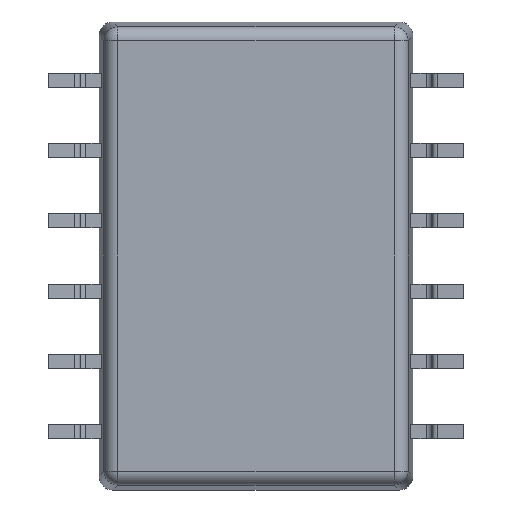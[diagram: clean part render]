
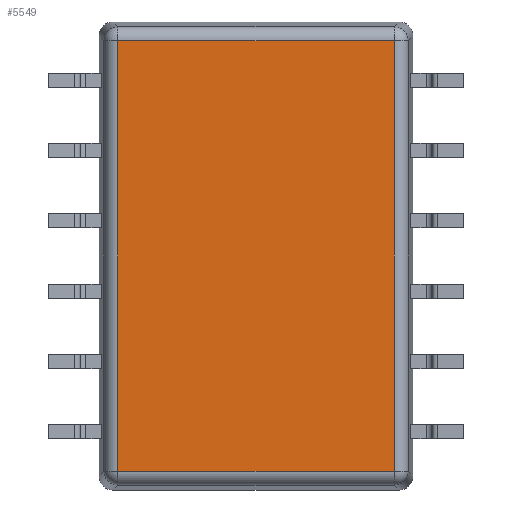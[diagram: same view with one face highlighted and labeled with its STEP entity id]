
A CAD part, front view. The second image highlights one B-rep face of the part: STEP entity #5549.
In plain terms, the highlighted planar face has unit normal (0, -1, 0).
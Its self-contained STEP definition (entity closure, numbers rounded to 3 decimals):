
#1933=DIRECTION('',(1.,0.,0.));
#1934=VECTOR('',#1933,9.978);
#1935=CARTESIAN_POINT('',(-4.989,-3.025,
-7.769));
#1936=LINE('',#1935,#1934);
#1937=DIRECTION('',(0.,0.,-1.));
#1938=VECTOR('',#1937,15.538);
#1939=CARTESIAN_POINT('',(-4.989,-3.025,
7.769));
#1940=LINE('',#1939,#1938);
#1941=DIRECTION('',(-1.,0.,0.));
#1942=VECTOR('',#1941,9.978);
#1943=CARTESIAN_POINT('',(4.989,-3.025,7.769));
#1944=LINE('',#1943,#1942);
#1945=DIRECTION('',(0.,0.,-1.));
#1946=VECTOR('',#1945,15.538);
#1947=CARTESIAN_POINT('',(4.989,-3.025,7.769));
#1948=LINE('',#1947,#1946);
#2360=CARTESIAN_POINT('',(4.989,-3.025,
-7.769));
#2362=VERTEX_POINT('',#2360);
#2367=CARTESIAN_POINT('',(-4.989,-3.025,
-7.769));
#2368=VERTEX_POINT('',#2367);
#2375=CARTESIAN_POINT('',(4.989,-3.025,7.769));
#2376=CARTESIAN_POINT('',(-4.989,-3.025,
7.769));
#2377=VERTEX_POINT('',#2375);
#2378=VERTEX_POINT('',#2376);
#5535=CARTESIAN_POINT('',(-5.455,-3.025,-8.445));
#5536=DIRECTION('',(0.,-1.,0.));
#5537=DIRECTION('',(1.,0.,0.));
#5538=AXIS2_PLACEMENT_3D('',#5535,#5536,#5537);
#5539=PLANE('',#5538);
#5541=ORIENTED_EDGE('',*,*,#5540,.F.);
#5542=ORIENTED_EDGE('',*,*,#5526,.F.);
#5544=ORIENTED_EDGE('',*,*,#5543,.F.);
#5546=ORIENTED_EDGE('',*,*,#5545,.T.);
#5547=EDGE_LOOP('',(#5541,#5542,#5544,#5546));
#5548=FACE_OUTER_BOUND('',#5547,.F.);
#5526=EDGE_CURVE('',#2378,#2368,#1940,.T.);
#5540=EDGE_CURVE('',#2368,#2362,#1936,.T.);
#5543=EDGE_CURVE('',#2377,#2378,#1944,.T.);
#5545=EDGE_CURVE('',#2377,#2362,#1948,.T.);
#5549=ADVANCED_FACE('',(#5548),#5539,.T.);
